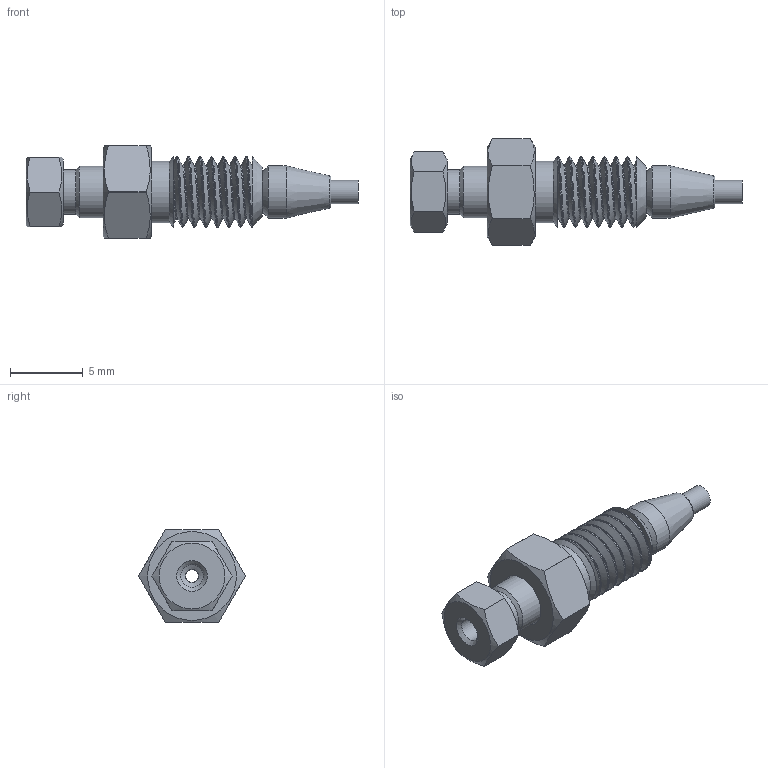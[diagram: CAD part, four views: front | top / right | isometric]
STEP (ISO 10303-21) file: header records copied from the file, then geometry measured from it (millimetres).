
FILE_DESCRIPTION((''),'2;1');
FILE_NAME('305004-IZR1.5T Internal reducer.stp','2013-08-22T14:17:35',('Franzp'),(''),'Autodesk Inventor 2013','Autodesk Inventor 2013','');
FILE_SCHEMA(('AUTOMOTIVE_DESIGN { 1 0 10303 214 1 1 1 1 }'));
Length unit declared in the file: millimetre
Products named in the file (1): 305004_Shrinkwrap_1
Bounding box: 22.77 x 7.33 x 6.35 mm (x, y, z)
Surface area: 741.1 mm2 (no closed solid volume)
Topology: 0 solids, 5 shells, 52 faces, 143 edges, 90 vertices
Faces by surface type: plane 23, cone 12, cylinder 10, bspline 6, torus 1
Full cylindrical faces by diameter (mm): 0.86 x1, 1.575 x1, 1.588 x1, 1.651 x1, 3.073 x1, 3.505 x1, 3.6 x1, 3.649 x2, 4.242 x1
Entity records: 4144 total; most frequent: CARTESIAN_POINT 2949, DIRECTION 220, ORIENTED_EDGE 184, EDGE_CURVE 115, AXIS2_PLACEMENT_3D 101, EDGE_LOOP 86, VERTEX_POINT 85, CIRCLE 54
